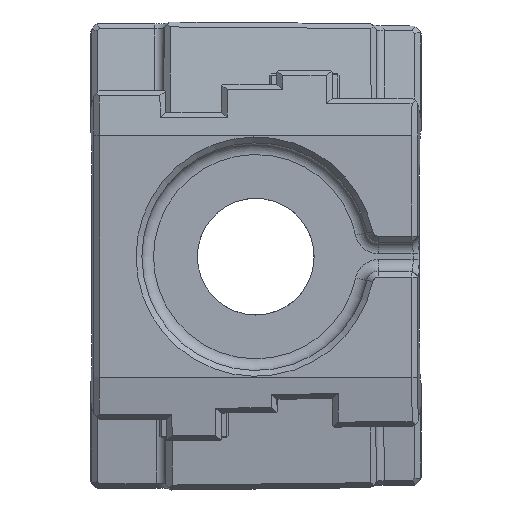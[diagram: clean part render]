
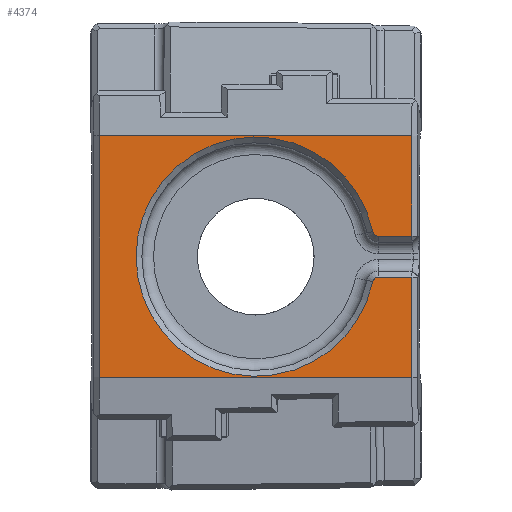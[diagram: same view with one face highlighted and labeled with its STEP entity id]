
A CAD part, top view. The second image highlights one B-rep face of the part: STEP entity #4374.
In plain terms, the highlighted planar face has unit normal (0, 0, 1).
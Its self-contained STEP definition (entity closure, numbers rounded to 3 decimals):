
#83=CIRCLE('',#4662,2.);
#84=CIRCLE('',#4663,41.);
#85=CIRCLE('',#4664,2.);
#312=ORIENTED_EDGE('',*,*,#1595,.T.);
#313=ORIENTED_EDGE('',*,*,#1596,.T.);
#314=ORIENTED_EDGE('',*,*,#1597,.T.);
#315=ORIENTED_EDGE('',*,*,#1598,.T.);
#316=ORIENTED_EDGE('',*,*,#1599,.T.);
#317=ORIENTED_EDGE('',*,*,#1600,.T.);
#318=ORIENTED_EDGE('',*,*,#1601,.T.);
#319=ORIENTED_EDGE('',*,*,#1602,.T.);
#320=ORIENTED_EDGE('',*,*,#1603,.T.);
#321=ORIENTED_EDGE('',*,*,#1604,.T.);
#322=ORIENTED_EDGE('',*,*,#1605,.T.);
#323=ORIENTED_EDGE('',*,*,#1606,.T.);
#324=ORIENTED_EDGE('',*,*,#1607,.T.);
#325=ORIENTED_EDGE('',*,*,#1608,.T.);
#1595=EDGE_CURVE('',#2233,#2234,#2610,.T.);
#1596=EDGE_CURVE('',#2234,#2235,#2611,.T.);
#1597=EDGE_CURVE('',#2235,#2236,#2612,.T.);
#1598=EDGE_CURVE('',#2236,#2237,#2613,.T.);
#1599=EDGE_CURVE('',#2237,#2238,#2614,.T.);
#1600=EDGE_CURVE('',#2238,#2239,#2615,.T.);
#1601=EDGE_CURVE('',#2239,#2240,#2616,.T.);
#1602=EDGE_CURVE('',#2240,#2241,#2617,.T.);
#1603=EDGE_CURVE('',#2241,#2242,#83,.T.);
#1604=EDGE_CURVE('',#2242,#2243,#84,.F.);
#1605=EDGE_CURVE('',#2243,#2244,#85,.T.);
#1606=EDGE_CURVE('',#2244,#2245,#2618,.T.);
#1607=EDGE_CURVE('',#2245,#2246,#2619,.T.);
#1608=EDGE_CURVE('',#2246,#2233,#2620,.T.);
#2233=VERTEX_POINT('',#6411);
#2234=VERTEX_POINT('',#6412);
#2235=VERTEX_POINT('',#6414);
#2236=VERTEX_POINT('',#6416);
#2237=VERTEX_POINT('',#6418);
#2238=VERTEX_POINT('',#6420);
#2239=VERTEX_POINT('',#6422);
#2240=VERTEX_POINT('',#6424);
#2241=VERTEX_POINT('',#6426);
#2242=VERTEX_POINT('',#6428);
#2243=VERTEX_POINT('',#6430);
#2244=VERTEX_POINT('',#6432);
#2245=VERTEX_POINT('',#6434);
#2246=VERTEX_POINT('',#6436);
#2610=LINE('',#6410,#3153);
#2611=LINE('',#6413,#3154);
#2612=LINE('',#6415,#3155);
#2613=LINE('',#6417,#3156);
#2614=LINE('',#6419,#3157);
#2615=LINE('',#6421,#3158);
#2616=LINE('',#6423,#3159);
#2617=LINE('',#6425,#3160);
#2618=LINE('',#6433,#3161);
#2619=LINE('',#6435,#3162);
#2620=LINE('',#6437,#3163);
#3153=VECTOR('',#5085,1000.);
#3154=VECTOR('',#5086,1000.);
#3155=VECTOR('',#5087,1000.);
#3156=VECTOR('',#5088,1000.);
#3157=VECTOR('',#5089,1000.);
#3158=VECTOR('',#5090,1000.);
#3159=VECTOR('',#5091,1000.);
#3160=VECTOR('',#5092,1000.);
#3161=VECTOR('',#5099,1000.);
#3162=VECTOR('',#5100,1000.);
#3163=VECTOR('',#5101,1000.);
#3603=EDGE_LOOP('',(#312,#313,#314,#315,#316,#317,#318,#319,#320,#321,#322,
#323,#324,#325));
#3878=FACE_BOUND('',#3603,.T.);
#4151=PLANE('',#4661);
#4374=ADVANCED_FACE('',(#3878),#4151,.T.);
#4661=AXIS2_PLACEMENT_3D('',#6409,#5083,#5084);
#4662=AXIS2_PLACEMENT_3D('',#6427,#5093,#5094);
#4663=AXIS2_PLACEMENT_3D('',#6429,#5095,#5096);
#4664=AXIS2_PLACEMENT_3D('',#6431,#5097,#5098);
#5083=DIRECTION('',(0.,0.,1.));
#5084=DIRECTION('',(1.,0.,0.));
#5085=DIRECTION('',(-1.,0.,0.));
#5086=DIRECTION('',(-0.142,-0.99,0.));
#5087=DIRECTION('',(0.,-1.,0.));
#5088=DIRECTION('',(0.142,-0.99,0.));
#5089=DIRECTION('',(1.,-0.001,0.));
#5090=DIRECTION('',(0.142,0.99,0.));
#5091=DIRECTION('',(0.,1.,0.));
#5092=DIRECTION('',(-1.,0.,0.));
#5093=DIRECTION('',(0.,0.,1.));
#5094=DIRECTION('',(1.,0.,0.));
#5095=DIRECTION('',(0.,0.,1.));
#5096=DIRECTION('',(1.,0.,0.));
#5097=DIRECTION('',(0.,0.,1.));
#5098=DIRECTION('',(1.,0.,0.));
#5099=DIRECTION('',(1.,0.,0.));
#5100=DIRECTION('',(0.,1.,0.));
#5101=DIRECTION('',(-0.142,0.99,0.));
#6409=CARTESIAN_POINT('',(-55.5,-74.784,36.49));
#6410=CARTESIAN_POINT('',(-0.016,41.44,36.475));
#6411=CARTESIAN_POINT('',(53.5,41.44,36.46));
#6412=CARTESIAN_POINT('',(-53.5,41.44,36.49));
#6413=CARTESIAN_POINT('',(-69.837,-72.732,36.494));
#6414=CARTESIAN_POINT('',(-53.5,41.44,36.49));
#6415=CARTESIAN_POINT('',(-53.5,-41.44,36.49));
#6416=CARTESIAN_POINT('',(-53.5,-41.441,36.49));
#6417=CARTESIAN_POINT('',(-48.846,-73.827,36.488));
#6418=CARTESIAN_POINT('',(-53.5,-41.441,36.49));
#6419=CARTESIAN_POINT('',(-55.483,-41.44,36.49));
#6420=CARTESIAN_POINT('',(53.5,-41.495,36.46));
#6421=CARTESIAN_POINT('',(46.606,-89.459,36.462));
#6422=CARTESIAN_POINT('',(53.5,-41.495,36.46));
#6423=CARTESIAN_POINT('',(53.5,-5.013,36.46));
#6424=CARTESIAN_POINT('',(53.5,-7.013,36.46));
#6425=CARTESIAN_POINT('',(-55.5,-7.013,36.49));
#6426=CARTESIAN_POINT('',(42.048,-7.013,36.463));
#6427=CARTESIAN_POINT('',(42.048,-9.013,36.463));
#6428=CARTESIAN_POINT('',(40.092,-8.595,36.464));
#6429=CARTESIAN_POINT('',(0.,-0.013,36.475));
#6430=CARTESIAN_POINT('',(40.092,8.568,36.464));
#6431=CARTESIAN_POINT('',(42.048,8.987,36.463));
#6432=CARTESIAN_POINT('',(42.048,6.987,36.463));
#6433=CARTESIAN_POINT('',(-55.5,6.987,36.49));
#6434=CARTESIAN_POINT('',(53.5,6.987,36.46));
#6435=CARTESIAN_POINT('',(53.5,41.44,36.46));
#6436=CARTESIAN_POINT('',(53.5,41.44,36.46));
#6437=CARTESIAN_POINT('',(67.61,-57.168,36.456));
